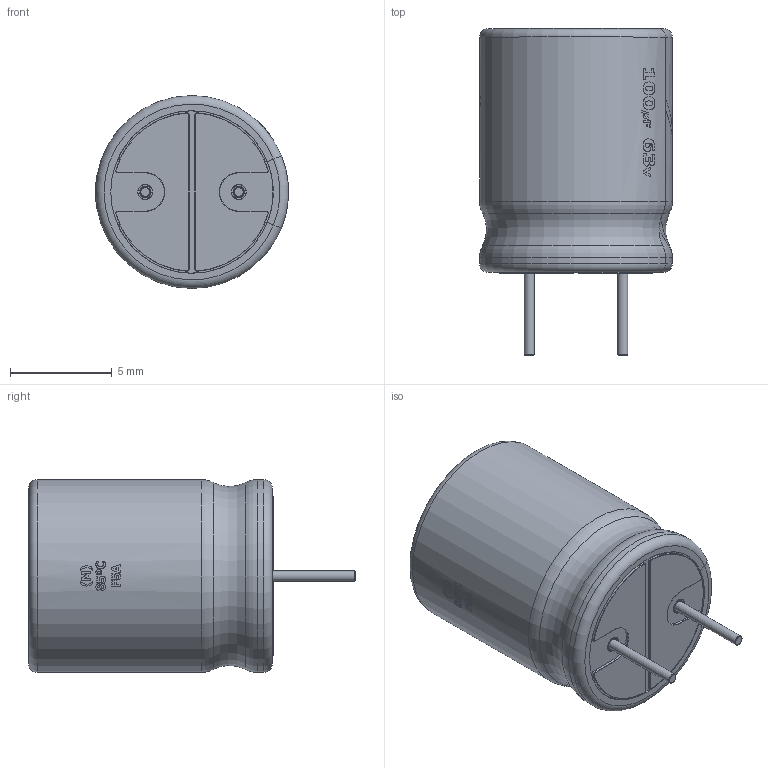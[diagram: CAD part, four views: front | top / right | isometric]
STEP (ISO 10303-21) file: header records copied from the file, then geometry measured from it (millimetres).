
FILE_DESCRIPTION(/* description */ (''),/* implementation_level */ '2;1');
FILE_NAME(/* name */ '100uF 63V electr 9.5 x12mm -P.diameter 4.6mm-Black-White.stp',/* time_stamp */ '2023-02-17T03:03:57+01:00',/* author */ ('JOSE LUIS'),/* organization */ (''),/* preprocessor_version */ 'ST-DEVELOPER v18',/* originating_system */ 'Autodesk Inventor 2020',/* authorisation */ '');
FILE_SCHEMA (('AUTOMOTIVE_DESIGN { 1 0 10303 214 3 1 1 }'));
Length unit declared in the file: millimetre
Products named in the file (1): 100uF 63V electr 9.5 x12mm -P.diameter 4.6mm-Black-Yellow
Bounding box: 9.5 x 16.1 x 9.5 mm (x, y, z)
Volume: 833.9 mm3; surface area: 513.7 mm2
Topology: 1 solids, 1 shells, 152 faces, 581 edges, 465 vertices
Faces by surface type: cylinder 76, torus 40, plane 32, cone 4
Full cylindrical faces by diameter (mm): 0.5 x2, 0.57 x2, 0.72 x2, 7.9 x1, 8 x1
Entity records: 7773 total; most frequent: CARTESIAN_POINT 2630, ORIENTED_EDGE 1162, DIRECTION 907, EDGE_CURVE 581, VERTEX_POINT 465, AXIS2_PLACEMENT_3D 376, CIRCLE 210, B_SPLINE_CURVE_WITH_KNOTS 203
